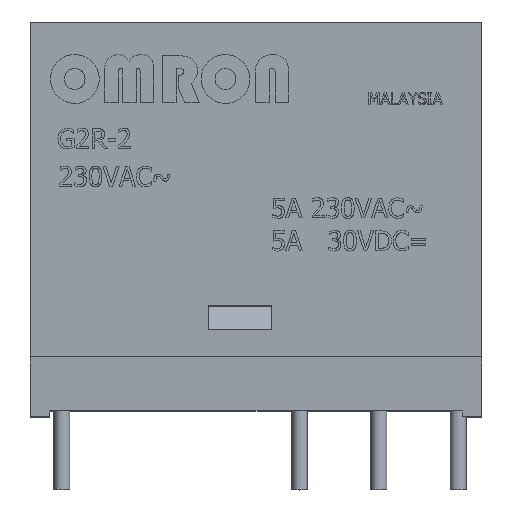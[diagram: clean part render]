
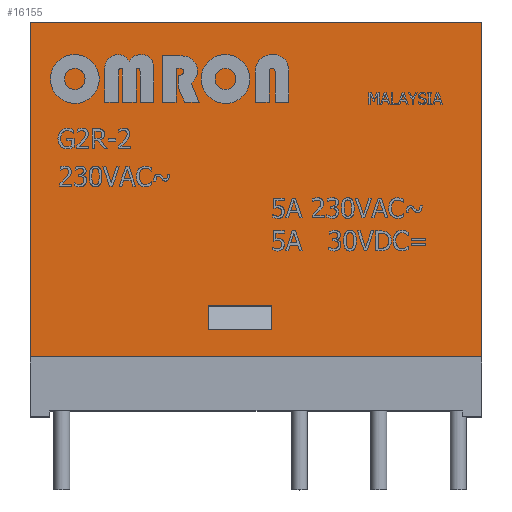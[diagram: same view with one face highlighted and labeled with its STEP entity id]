
A CAD part, top view. The second image highlights one B-rep face of the part: STEP entity #16155.
In plain terms, the highlighted face is planar.
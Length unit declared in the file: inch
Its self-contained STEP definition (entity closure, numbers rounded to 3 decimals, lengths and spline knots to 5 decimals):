
#1312=FACE_BOUND('',#2558,.T.);
#1598=FACE_OUTER_BOUND('',#2557,.T.);
#2557=EDGE_LOOP('',(#11716,#11717,#11718,#11719));
#2558=EDGE_LOOP('',(#11720,#11721,#11722,#11723));
#3815=LINE('',#22017,#5487);
#3818=LINE('',#22022,#5490);
#3819=LINE('',#22025,#5491);
#3821=LINE('',#22028,#5493);
#3823=LINE('',#22033,#5495);
#3826=LINE('',#22038,#5498);
#3828=LINE('',#22042,#5500);
#3829=LINE('',#22044,#5501);
#5487=VECTOR('',#18815,1.14);
#5490=VECTOR('',#18820,0.845);
#5491=VECTOR('',#18823,1.14);
#5493=VECTOR('',#18827,0.845);
#5495=VECTOR('',#18831,0.06);
#5498=VECTOR('',#18836,0.16);
#5500=VECTOR('',#18840,0.06);
#5501=VECTOR('',#18843,0.16);
#7029=VERTEX_POINT('',#22014);
#7030=VERTEX_POINT('',#22016);
#7031=VERTEX_POINT('',#22020);
#7032=VERTEX_POINT('',#22024);
#7033=VERTEX_POINT('',#22030);
#7034=VERTEX_POINT('',#22032);
#7035=VERTEX_POINT('',#22036);
#7036=VERTEX_POINT('',#22040);
#8785=EDGE_CURVE('',#7030,#7029,#3815,.T.);
#8788=EDGE_CURVE('',#7029,#7031,#3818,.T.);
#8789=EDGE_CURVE('',#7031,#7032,#3819,.F.);
#8791=EDGE_CURVE('',#7032,#7030,#3821,.F.);
#8793=EDGE_CURVE('',#7034,#7033,#3823,.T.);
#8796=EDGE_CURVE('',#7033,#7035,#3826,.T.);
#8798=EDGE_CURVE('',#7035,#7036,#3828,.F.);
#8799=EDGE_CURVE('',#7036,#7034,#3829,.F.);
#11716=ORIENTED_EDGE('',*,*,#8789,.T.);
#11717=ORIENTED_EDGE('',*,*,#8791,.T.);
#11718=ORIENTED_EDGE('',*,*,#8785,.T.);
#11719=ORIENTED_EDGE('',*,*,#8788,.T.);
#11720=ORIENTED_EDGE('',*,*,#8798,.T.);
#11721=ORIENTED_EDGE('',*,*,#8799,.T.);
#11722=ORIENTED_EDGE('',*,*,#8793,.T.);
#11723=ORIENTED_EDGE('',*,*,#8796,.T.);
#15551=PLANE('',#17346);
#16155=ADVANCED_FACE('',(#1598,#1312),#15551,.T.);
#17346=AXIS2_PLACEMENT_3D('',#22045,#18844,#18845);
#18815=DIRECTION('',(-1.,0.,0.));
#18820=DIRECTION('',(0.,1.,0.));
#18823=DIRECTION('',(-1.,0.,0.));
#18827=DIRECTION('',(0.,1.,0.));
#18831=DIRECTION('',(0.,1.,0.));
#18836=DIRECTION('',(-1.,0.,0.));
#18840=DIRECTION('',(0.,1.,0.));
#18843=DIRECTION('',(-1.,0.,0.));
#18844=DIRECTION('center_axis',(0.,0.,-1.));
#18845=DIRECTION('ref_axis',(-1.,0.,0.));
#22014=CARTESIAN_POINT('',(0.,-0.845,-0.5));
#22016=CARTESIAN_POINT('',(1.14,-0.845,-0.5));
#22017=CARTESIAN_POINT('',(1.14,-0.845,-0.5));
#22020=CARTESIAN_POINT('',(0.,0.,-0.5));
#22022=CARTESIAN_POINT('',(0.,-0.845,-0.5));
#22024=CARTESIAN_POINT('',(1.14,0.,-0.5));
#22025=CARTESIAN_POINT('',(1.14,0.,-0.5));
#22028=CARTESIAN_POINT('',(1.14,-0.845,-0.5));
#22030=CARTESIAN_POINT('',(0.61,-0.07,-0.5));
#22032=CARTESIAN_POINT('',(0.61,-0.13,-0.5));
#22033=CARTESIAN_POINT('',(0.61,-0.13,-0.5));
#22036=CARTESIAN_POINT('',(0.45,-0.07,-0.5));
#22038=CARTESIAN_POINT('',(0.61,-0.07,-0.5));
#22040=CARTESIAN_POINT('',(0.45,-0.13,-0.5));
#22042=CARTESIAN_POINT('',(0.45,-0.13,-0.5));
#22044=CARTESIAN_POINT('',(0.61,-0.13,-0.5));
#22045=CARTESIAN_POINT('Origin',(1.14,0.,-0.5));
